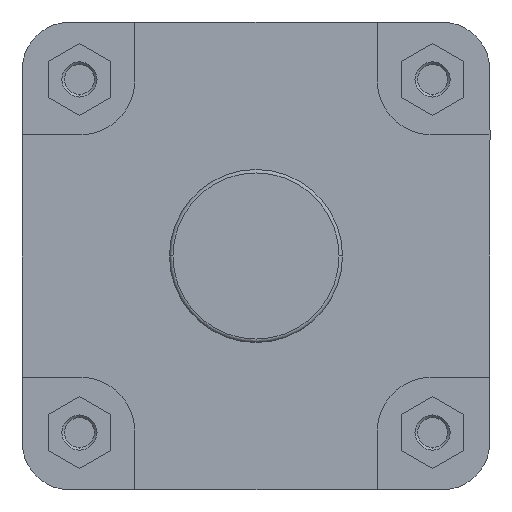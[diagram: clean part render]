
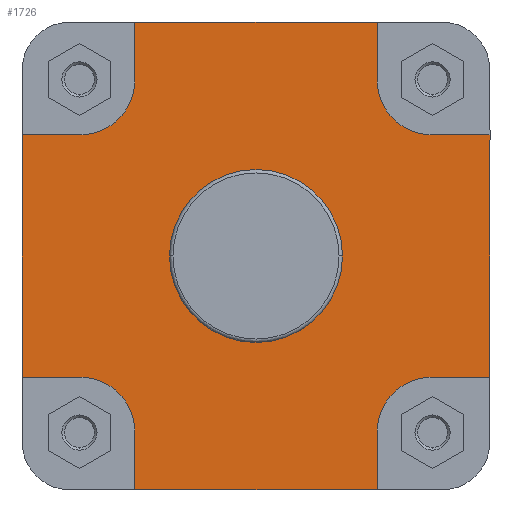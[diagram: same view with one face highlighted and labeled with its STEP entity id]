
A CAD part, left-side view. The second image highlights one B-rep face of the part: STEP entity #1726.
In plain terms, the highlighted planar face has unit normal (-1, 0, 0).
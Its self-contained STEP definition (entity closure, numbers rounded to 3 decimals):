
#7 = CARTESIAN_POINT ( 'NONE',  ( 14., 70., -135. ) ) ;
#215 = VERTEX_POINT ( 'NONE', #593 ) ;
#245 = VERTEX_POINT ( 'NONE', #623 ) ;
#258 = VERTEX_POINT ( 'NONE', #636 ) ;
#281 = VERTEX_POINT ( 'NONE', #659 ) ;
#284 = VERTEX_POINT ( 'NONE', #662 ) ;
#305 = VERTEX_POINT ( 'NONE', #683 ) ;
#329 = VERTEX_POINT ( 'NONE', #707 ) ;
#339 = VERTEX_POINT ( 'NONE', #7 ) ;
#350 = VERTEX_POINT ( 'NONE', #2766 ) ;
#365 = VERTEX_POINT ( 'NONE', #2781 ) ;
#368 = VERTEX_POINT ( 'NONE', #2784 ) ;
#374 = VERTEX_POINT ( 'NONE', #2790 ) ;
#384 = VERTEX_POINT ( 'NONE', #2800 ) ;
#385 = VERTEX_POINT ( 'NONE', #2801 ) ;
#389 = VERTEX_POINT ( 'NONE', #2805 ) ;
#397 = VERTEX_POINT ( 'NONE', #2813 ) ;
#398 = VERTEX_POINT ( 'NONE', #2814 ) ;
#403 = VERTEX_POINT ( 'NONE', #2819 ) ;
#593 = CARTESIAN_POINT ( 'NONE',  ( 14., 70., 101. ) ) ;
#623 = CARTESIAN_POINT ( 'NONE',  ( 14., -70., -135. ) ) ;
#636 = CARTESIAN_POINT ( 'NONE',  ( 14., 49.9, 0. ) ) ;
#659 = CARTESIAN_POINT ( 'NONE',  ( 14., 135., 70. ) ) ;
#662 = CARTESIAN_POINT ( 'NONE',  ( 14., -135., 70. ) ) ;
#683 = CARTESIAN_POINT ( 'NONE',  ( 14., -70., 101. ) ) ;
#707 = CARTESIAN_POINT ( 'NONE',  ( 14., -49.9, 0. ) ) ;
#733 = ORIENTED_EDGE ( 'NONE', *, *, #6231, .F. ) ;
#735 = ORIENTED_EDGE ( 'NONE', *, *, #6244, .F. ) ;
#737 = ORIENTED_EDGE ( 'NONE', *, *, #6228, .F. ) ;
#741 = ORIENTED_EDGE ( 'NONE', *, *, #6243, .F. ) ;
#742 = ORIENTED_EDGE ( 'NONE', *, *, #6235, .F. ) ;
#770 = ORIENTED_EDGE ( 'NONE', *, *, #6248, .F. ) ;
#797 = ORIENTED_EDGE ( 'NONE', *, *, #6221, .F. ) ;
#807 = ORIENTED_EDGE ( 'NONE', *, *, #6249, .F. ) ;
#813 = ORIENTED_EDGE ( 'NONE', *, *, #6241, .T. ) ;
#822 = ORIENTED_EDGE ( 'NONE', *, *, #6242, .F. ) ;
#827 = ORIENTED_EDGE ( 'NONE', *, *, #6250, .F. ) ;
#856 = ORIENTED_EDGE ( 'NONE', *, *, #6245, .F. ) ;
#861 = ORIENTED_EDGE ( 'NONE', *, *, #6233, .T. ) ;
#875 = ORIENTED_EDGE ( 'NONE', *, *, #6247, .F. ) ;
#877 = ORIENTED_EDGE ( 'NONE', *, *, #6203, .F. ) ;
#878 = ORIENTED_EDGE ( 'NONE', *, *, #6232, .F. ) ;
#880 = ORIENTED_EDGE ( 'NONE', *, *, #6236, .F. ) ;
#900 = ORIENTED_EDGE ( 'NONE', *, *, #6246, .F. ) ;
#1103 = EDGE_LOOP ( 'NONE', ( #797, #733 ) ) ;
#1141 = EDGE_LOOP ( 'NONE', ( #878, #877, #861, #737, #742, #880, #813, #822, #741, #735, #856, #900, #875, #770, #807, #827 ) ) ;
#1726 = ADVANCED_FACE ( 'NONE', ( #2730, #2731 ), #3915, .F. ) ;
#2730 = FACE_BOUND ( 'NONE', #1103, .T. ) ;
#2731 = FACE_OUTER_BOUND ( 'NONE', #1141, .T. ) ;
#2766 = CARTESIAN_POINT ( 'NONE',  ( 14., -135., -70. ) ) ;
#2781 = CARTESIAN_POINT ( 'NONE',  ( 14., 101., 70. ) ) ;
#2784 = CARTESIAN_POINT ( 'NONE',  ( 14., -70., 135. ) ) ;
#2790 = CARTESIAN_POINT ( 'NONE',  ( 14., 101., -70. ) ) ;
#2800 = CARTESIAN_POINT ( 'NONE',  ( 14., -101., -70. ) ) ;
#2801 = CARTESIAN_POINT ( 'NONE',  ( 14., 135., -70. ) ) ;
#2805 = CARTESIAN_POINT ( 'NONE',  ( 14., -101., 70. ) ) ;
#2813 = CARTESIAN_POINT ( 'NONE',  ( 14., 70., -101. ) ) ;
#2814 = CARTESIAN_POINT ( 'NONE',  ( 14., 70., 135. ) ) ;
#2819 = CARTESIAN_POINT ( 'NONE',  ( 14., -70., -101. ) ) ;
#3914 = CARTESIAN_POINT ( 'NONE',  ( 14., 49.9, 0. ) ) ;
#3915 = PLANE ( 'NONE',  #7000 ) ;
#3916 = DIRECTION ( 'NONE',  ( 1., 0., 0. ) ) ;
#3917 = DIRECTION ( 'NONE',  ( 0., 1., 0. ) ) ;
#3980 = CARTESIAN_POINT ( 'NONE',  ( 14., 70., -135. ) ) ;
#3981 = DIRECTION ( 'NONE',  ( 0., 0., 1. ) ) ;
#4022 = CARTESIAN_POINT ( 'NONE',  ( 14., 0., 0. ) ) ;
#4023 = DIRECTION ( 'NONE',  ( -1., 0., 0. ) ) ;
#4024 = DIRECTION ( 'NONE',  ( 0., -1., 0. ) ) ;
#4041 = CARTESIAN_POINT ( 'NONE',  ( 14., -297.141, -135. ) ) ;
#4042 = CARTESIAN_POINT ( 'NONE',  ( 14., -70., -101. ) ) ;
#4043 = DIRECTION ( 'NONE',  ( 0., 0., -1. ) ) ;
#4048 = CARTESIAN_POINT ( 'NONE',  ( 14., 0., 0. ) ) ;
#4049 = DIRECTION ( 'NONE',  ( -1., 0., 0. ) ) ;
#4050 = DIRECTION ( 'NONE',  ( 0., -1., 0. ) ) ;
#4051 = CARTESIAN_POINT ( 'NONE',  ( 14., 101., -101. ) ) ;
#4052 = DIRECTION ( 'NONE',  ( -1., 0., 0. ) ) ;
#4053 = DIRECTION ( 'NONE',  ( 0., 1., 0. ) ) ;
#4055 = CARTESIAN_POINT ( 'NONE',  ( 14., -135., -70. ) ) ;
#4056 = DIRECTION ( 'NONE',  ( 0., -1., 0. ) ) ;
#4057 = CARTESIAN_POINT ( 'NONE',  ( 14., -101., -101. ) ) ;
#4059 = DIRECTION ( 'NONE',  ( -1., 0., 0. ) ) ;
#4060 = DIRECTION ( 'NONE',  ( 0., 0., -1. ) ) ;
#4062 = DIRECTION ( 'NONE',  ( 0., 1., 0. ) ) ;
#4063 = DIRECTION ( 'NONE',  ( 0., -1., 0. ) ) ;
#4071 = CARTESIAN_POINT ( 'NONE',  ( 14., -135., 0. ) ) ;
#4072 = DIRECTION ( 'NONE',  ( 0., 0., 1. ) ) ;
#4073 = CARTESIAN_POINT ( 'NONE',  ( 14., -70., 135. ) ) ;
#4074 = CARTESIAN_POINT ( 'NONE',  ( 14., -101., 70. ) ) ;
#4075 = DIRECTION ( 'NONE',  ( 0., -1., 0. ) ) ;
#4076 = CARTESIAN_POINT ( 'NONE',  ( 14., -101., 101. ) ) ;
#4077 = DIRECTION ( 'NONE',  ( -1., 0., 0. ) ) ;
#4078 = DIRECTION ( 'NONE',  ( 0., -1., 0. ) ) ;
#4079 = CARTESIAN_POINT ( 'NONE',  ( 14., -297.141, 135. ) ) ;
#4094 = LINE ( 'NONE', #3980, #4095 ) ;
#4095 = VECTOR ( 'NONE', #3981, 1000. ) ;
#4115 = VECTOR ( 'NONE', #4062, 1000. ) ;
#4122 = VECTOR ( 'NONE', #4056, 1000. ) ;
#4125 = CIRCLE ( 'NONE', #7015, 49.9 ) ;
#4133 = LINE ( 'NONE', #4042, #4134 ) ;
#4134 = VECTOR ( 'NONE', #4043, 1000. ) ;
#4138 = CIRCLE ( 'NONE', #7020, 49.9 ) ;
#4139 = LINE ( 'NONE', #4041, #4122 ) ;
#4140 = CIRCLE ( 'NONE', #7019, 31. ) ;
#4143 = LINE ( 'NONE', #4055, #4115 ) ;
#4144 = CIRCLE ( 'NONE', #7022, 31. ) ;
#4146 = VECTOR ( 'NONE', #4996, 1000. ) ;
#4153 = LINE ( 'NONE', #4071, #4154 ) ;
#4154 = VECTOR ( 'NONE', #4072, 1000. ) ;
#4155 = LINE ( 'NONE', #4074, #4156 ) ;
#4156 = VECTOR ( 'NONE', #4075, 1000. ) ;
#4157 = LINE ( 'NONE', #4079, #4160 ) ;
#4158 = LINE ( 'NONE', #4073, #4146 ) ;
#4159 = CIRCLE ( 'NONE', #7025, 31. ) ;
#4160 = VECTOR ( 'NONE', #4063, 1000. ) ;
#4161 = VECTOR ( 'NONE', #5004, 1000. ) ;
#4162 = LINE ( 'NONE', #4998, #4163 ) ;
#4163 = VECTOR ( 'NONE', #4999, 1000. ) ;
#4165 = LINE ( 'NONE', #5003, #4168 ) ;
#4166 = LINE ( 'NONE', #4997, #4161 ) ;
#4167 = CIRCLE ( 'NONE', #7026, 31. ) ;
#4168 = VECTOR ( 'NONE', #5006, 1000. ) ;
#4170 = LINE ( 'NONE', #5008, #4171 ) ;
#4171 = VECTOR ( 'NONE', #5009, 1000. ) ;
#4996 = DIRECTION ( 'NONE',  ( 0., 0., -1. ) ) ;
#4997 = CARTESIAN_POINT ( 'NONE',  ( 14., 135., 70. ) ) ;
#4998 = CARTESIAN_POINT ( 'NONE',  ( 14., 70., 101. ) ) ;
#4999 = DIRECTION ( 'NONE',  ( 0., 0., 1. ) ) ;
#5000 = CARTESIAN_POINT ( 'NONE',  ( 14., 101., 101. ) ) ;
#5001 = DIRECTION ( 'NONE',  ( -1., 0., 0. ) ) ;
#5002 = DIRECTION ( 'NONE',  ( 0., 0., 1. ) ) ;
#5003 = CARTESIAN_POINT ( 'NONE',  ( 14., 135., 0. ) ) ;
#5004 = DIRECTION ( 'NONE',  ( 0., -1., 0. ) ) ;
#5006 = DIRECTION ( 'NONE',  ( 0., 0., 1. ) ) ;
#5008 = CARTESIAN_POINT ( 'NONE',  ( 14., 101., -70. ) ) ;
#5009 = DIRECTION ( 'NONE',  ( 0., 1., 0. ) ) ;
#6203 = EDGE_CURVE ( 'NONE', #339, #397, #4094, .T. ) ;
#6221 = EDGE_CURVE ( 'NONE', #329, #258, #4125, .T. ) ;
#6228 = EDGE_CURVE ( 'NONE', #403, #245, #4133, .T. ) ;
#6231 = EDGE_CURVE ( 'NONE', #258, #329, #4138, .T. ) ;
#6232 = EDGE_CURVE ( 'NONE', #397, #374, #4140, .T. ) ;
#6233 = EDGE_CURVE ( 'NONE', #339, #245, #4139, .T. ) ;
#6235 = EDGE_CURVE ( 'NONE', #384, #403, #4144, .T. ) ;
#6236 = EDGE_CURVE ( 'NONE', #350, #384, #4143, .T. ) ;
#6241 = EDGE_CURVE ( 'NONE', #350, #284, #4153, .T. ) ;
#6242 = EDGE_CURVE ( 'NONE', #389, #284, #4155, .T. ) ;
#6243 = EDGE_CURVE ( 'NONE', #305, #389, #4159, .T. ) ;
#6244 = EDGE_CURVE ( 'NONE', #368, #305, #4158, .T. ) ;
#6245 = EDGE_CURVE ( 'NONE', #398, #368, #4157, .T. ) ;
#6246 = EDGE_CURVE ( 'NONE', #215, #398, #4162, .T. ) ;
#6247 = EDGE_CURVE ( 'NONE', #365, #215, #4167, .T. ) ;
#6248 = EDGE_CURVE ( 'NONE', #281, #365, #4166, .T. ) ;
#6249 = EDGE_CURVE ( 'NONE', #385, #281, #4165, .T. ) ;
#6250 = EDGE_CURVE ( 'NONE', #374, #385, #4170, .T. ) ;
#7000 = AXIS2_PLACEMENT_3D ( 'NONE', #3914, #3916, #3917 ) ;
#7015 = AXIS2_PLACEMENT_3D ( 'NONE', #4022, #4023, #4024 ) ;
#7019 = AXIS2_PLACEMENT_3D ( 'NONE', #4051, #4052, #4053 ) ;
#7020 = AXIS2_PLACEMENT_3D ( 'NONE', #4048, #4049, #4050 ) ;
#7022 = AXIS2_PLACEMENT_3D ( 'NONE', #4057, #4059, #4060 ) ;
#7025 = AXIS2_PLACEMENT_3D ( 'NONE', #4076, #4077, #4078 ) ;
#7026 = AXIS2_PLACEMENT_3D ( 'NONE', #5000, #5001, #5002 ) ;
